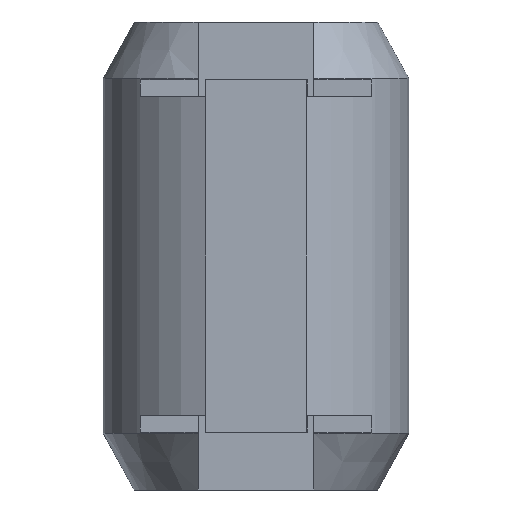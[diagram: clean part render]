
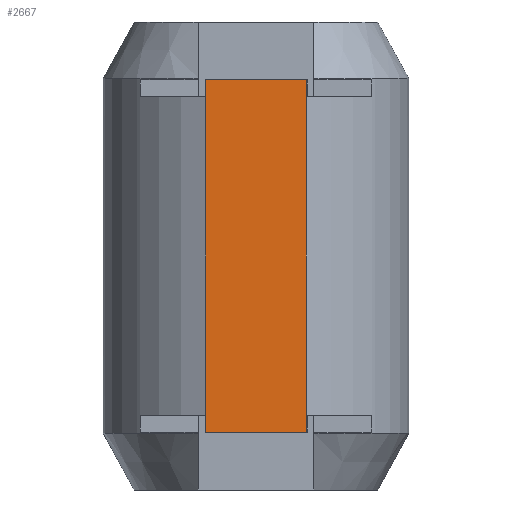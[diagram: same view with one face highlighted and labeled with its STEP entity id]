
A CAD part, front view. The second image highlights one B-rep face of the part: STEP entity #2667.
In plain terms, the highlighted planar face has unit normal (0, -1, 0).
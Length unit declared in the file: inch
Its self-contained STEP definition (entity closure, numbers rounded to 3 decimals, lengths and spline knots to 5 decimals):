
#381 = CARTESIAN_POINT ( 'NONE',  ( -0.23998, -0.43701, -0.53366 ) ) ;
#600 = AXIS2_PLACEMENT_3D ( 'NONE', #3300, #1852, #4388 ) ;
#1053 = CARTESIAN_POINT ( 'NONE',  ( 0.15173, -0.43701, -0.53366 ) ) ;
#1071 = FACE_OUTER_BOUND ( 'NONE', #1214, .T. ) ;
#1214 = EDGE_LOOP ( 'NONE', ( #3268, #2265, #2074, #2165 ) ) ;
#1464 = EDGE_CURVE ( 'NONE', #4139, #2150, #4005, .T. ) ;
#1473 = LINE ( 'NONE', #381, #2599 ) ;
#1772 = DIRECTION ( 'NONE',  ( 1., 0., 0. ) ) ;
#1801 = CARTESIAN_POINT ( 'NONE',  ( -0.15173, -0.43701, 0.53366 ) ) ;
#1852 = DIRECTION ( 'NONE',  ( 0., 1., 0. ) ) ;
#2074 = ORIENTED_EDGE ( 'NONE', *, *, #3426, .F. ) ;
#2085 = CARTESIAN_POINT ( 'NONE',  ( -0.23998, -0.43701, 0.53366 ) ) ;
#2150 = VERTEX_POINT ( 'NONE', #1053 ) ;
#2165 = ORIENTED_EDGE ( 'NONE', *, *, #2775, .F. ) ;
#2178 = DIRECTION ( 'NONE',  ( -1., 0., 0. ) ) ;
#2265 = ORIENTED_EDGE ( 'NONE', *, *, #1464, .F. ) ;
#2316 = CARTESIAN_POINT ( 'NONE',  ( 0.15173, -0.43701, 0.53366 ) ) ;
#2539 = VECTOR ( 'NONE', #3392, 39.37008 ) ;
#2599 = VECTOR ( 'NONE', #2178, 39.37008 ) ;
#2667 = ADVANCED_FACE ( 'NONE', ( #1071 ), #4460, .F. ) ;
#2733 = VERTEX_POINT ( 'NONE', #1801 ) ;
#2775 = EDGE_CURVE ( 'NONE', #4225, #2733, #3778, .T. ) ;
#3221 = VECTOR ( 'NONE', #1772, 39.37008 ) ;
#3268 = ORIENTED_EDGE ( 'NONE', *, *, #3580, .F. ) ;
#3300 = CARTESIAN_POINT ( 'NONE',  ( -0.23998, -0.43701, -0.70866 ) ) ;
#3341 = DIRECTION ( 'NONE',  ( 0., 0., -1. ) ) ;
#3355 = VECTOR ( 'NONE', #3341, 39.37008 ) ;
#3392 = DIRECTION ( 'NONE',  ( 0., 0., 1. ) ) ;
#3426 = EDGE_CURVE ( 'NONE', #2733, #4139, #3583, .T. ) ;
#3580 = EDGE_CURVE ( 'NONE', #2150, #4225, #1473, .T. ) ;
#3583 = LINE ( 'NONE', #2085, #3221 ) ;
#3755 = CARTESIAN_POINT ( 'NONE',  ( -0.15173, -0.43701, 0.70866 ) ) ;
#3778 = LINE ( 'NONE', #3755, #2539 ) ;
#4005 = LINE ( 'NONE', #4728, #3355 ) ;
#4135 = CARTESIAN_POINT ( 'NONE',  ( -0.15173, -0.43701, -0.53366 ) ) ;
#4139 = VERTEX_POINT ( 'NONE', #2316 ) ;
#4225 = VERTEX_POINT ( 'NONE', #4135 ) ;
#4388 = DIRECTION ( 'NONE',  ( 0., 0., 1. ) ) ;
#4460 = PLANE ( 'NONE',  #600 ) ;
#4728 = CARTESIAN_POINT ( 'NONE',  ( 0.15173, -0.43701, 0.70866 ) ) ;
